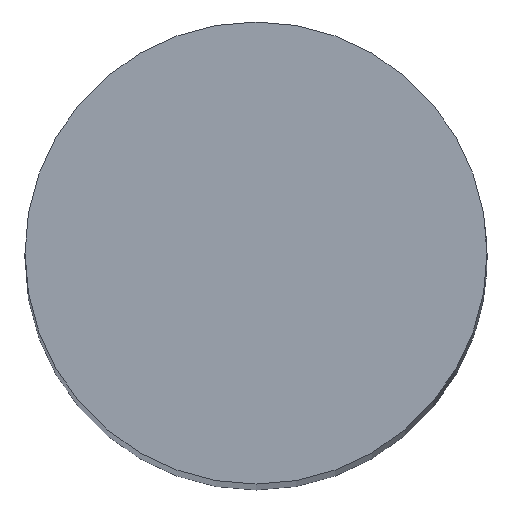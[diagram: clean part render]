
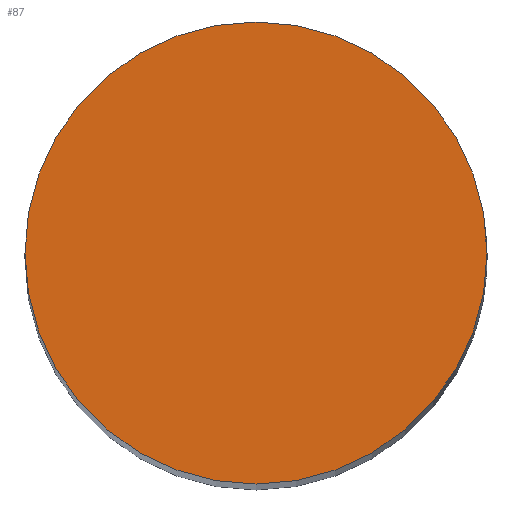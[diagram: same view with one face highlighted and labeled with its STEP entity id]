
A CAD part, top view. The second image highlights one B-rep face of the part: STEP entity #87.
In plain terms, the highlighted planar face has unit normal (0, 0, 1).
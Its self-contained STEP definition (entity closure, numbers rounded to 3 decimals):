
#24=PLANE('',#113);
#35=ORIENTED_EDGE('',*,*,#43,.F.);
#43=EDGE_CURVE('',#49,#49,#55,.T.);
#49=VERTEX_POINT('',#153);
#55=CIRCLE('',#109,1.5);
#63=EDGE_LOOP('',(#35));
#75=FACE_BOUND('',#63,.T.);
#87=ADVANCED_FACE('',(#75),#24,.F.);
#109=AXIS2_PLACEMENT_3D('',#152,#126,#127);
#113=AXIS2_PLACEMENT_3D('',#171,#134,#135);
#126=DIRECTION('',(0.,0.,-1.));
#127=DIRECTION('',(-1.,0.,0.));
#134=DIRECTION('',(0.,0.,-1.));
#135=DIRECTION('',(-1.,0.,0.));
#152=CARTESIAN_POINT('',(0.,0.,0.));
#153=CARTESIAN_POINT('',(-1.5,0.,0.));
#171=CARTESIAN_POINT('',(0.,0.,0.));
